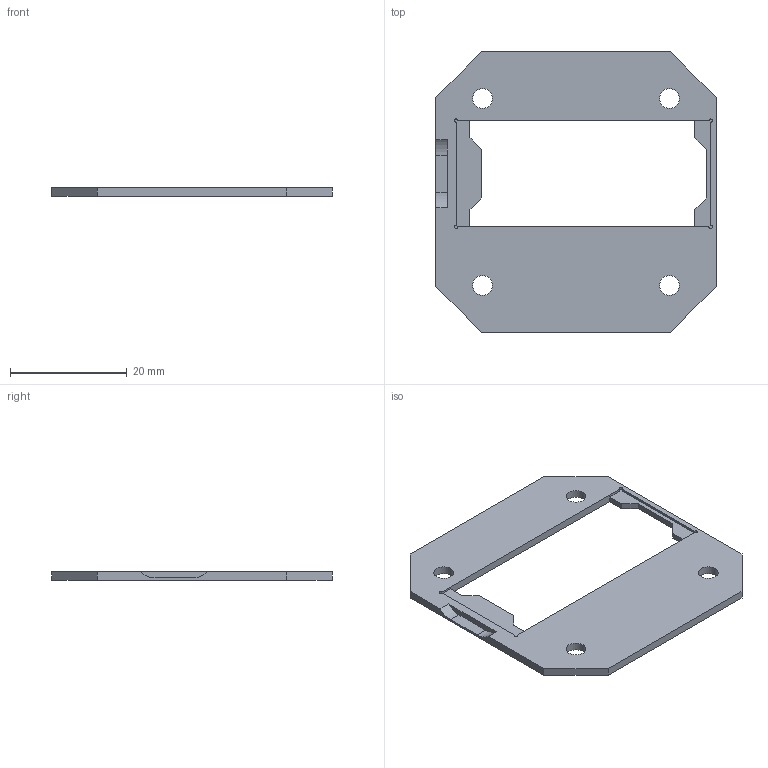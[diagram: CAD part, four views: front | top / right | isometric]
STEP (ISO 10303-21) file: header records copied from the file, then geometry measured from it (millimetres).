
FILE_DESCRIPTION(/* description */ (''),/* implementation_level */ '2;1');
FILE_NAME(/* name */ 'BottomCoverBottom.step',/* time_stamp */ '2025-06-26T08:31:41+09:00',/* author */ (''),/* organization */ (''),/* preprocessor_version */ 'ST-DEVELOPER v20.1',/* originating_system */ 'Autodesk Translation Framework v14.10.0.0',/* authorisation */ '');
FILE_SCHEMA (('AUTOMOTIVE_DESIGN { 1 0 10303 214 3 1 1 }'));
Length unit declared in the file: millimetre
Products named in the file (1): BottomCoverBottom
Bounding box: 48.02 x 48.02 x 1.4 mm (x, y, z)
Volume: 1968.7 mm3; surface area: 3365.6 mm2
Topology: 1 solids, 1 shells, 38 faces, 110 edges, 74 vertices
Faces by surface type: plane 28, cylinder 10
Full cylindrical faces by diameter (mm): 3.4 x4
Entity records: 1310 total; most frequent: CARTESIAN_POINT 223, ORIENTED_EDGE 220, DIRECTION 208, EDGE_CURVE 110, LINE 90, VECTOR 90, VERTEX_POINT 74, AXIS2_PLACEMENT_3D 59
